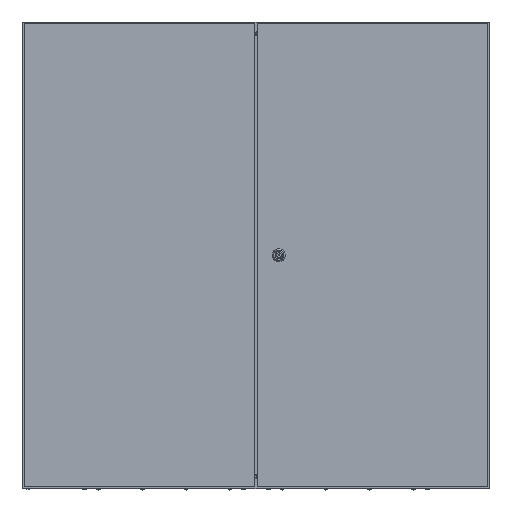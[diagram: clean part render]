
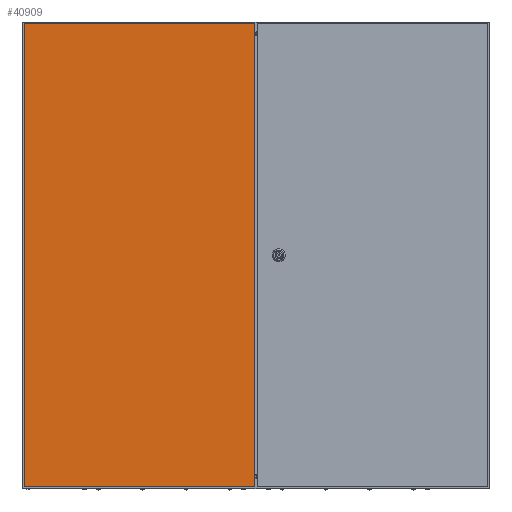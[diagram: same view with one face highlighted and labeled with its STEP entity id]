
A CAD part, top view. The second image highlights one B-rep face of the part: STEP entity #40909.
In plain terms, the highlighted planar face has unit normal (0, 0, 1).
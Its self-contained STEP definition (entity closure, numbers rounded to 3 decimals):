
#1273 = LINE ( 'NONE', #71228, #32722 ) ;
#3819 = VERTEX_POINT ( 'NONE', #92614 ) ;
#4851 = DIRECTION ( 'NONE',  ( 1., 0., 0. ) ) ;
#10248 = CARTESIAN_POINT ( 'NONE',  ( 2.63, 997., 17.5 ) ) ;
#10534 = DIRECTION ( 'NONE',  ( 0., 1., 0. ) ) ;
#12313 = ORIENTED_EDGE ( 'NONE', *, *, #92257, .T. ) ;
#16277 = CARTESIAN_POINT ( 'NONE',  ( 2.63, 3., 17.5 ) ) ;
#21556 = VECTOR ( 'NONE', #41653, 1000. ) ;
#25642 = VECTOR ( 'NONE', #10534, 1000. ) ;
#25829 = VERTEX_POINT ( 'NONE', #81078 ) ;
#31758 = DIRECTION ( 'NONE',  ( 1., 0., 0. ) ) ;
#32722 = VECTOR ( 'NONE', #56362, 1000. ) ;
#38706 = VECTOR ( 'NONE', #4851, 1000. ) ;
#40909 = ADVANCED_FACE ( 'NONE', ( #62652 ), #78492, .T. ) ;
#41653 = DIRECTION ( 'NONE',  ( -1., 0., 0. ) ) ;
#45729 = ORIENTED_EDGE ( 'NONE', *, *, #75734, .T. ) ;
#46166 = VERTEX_POINT ( 'NONE', #16277 ) ;
#49393 = LINE ( 'NONE', #10248, #21556 ) ;
#50933 = ORIENTED_EDGE ( 'NONE', *, *, #78115, .T. ) ;
#51198 = LINE ( 'NONE', #82460, #38706 ) ;
#55901 = VERTEX_POINT ( 'NONE', #94656 ) ;
#56362 = DIRECTION ( 'NONE',  ( 0., -1., 0. ) ) ;
#62652 = FACE_OUTER_BOUND ( 'NONE', #72648, .T. ) ;
#65568 = LINE ( 'NONE', #97339, #25642 ) ;
#70322 = CARTESIAN_POINT ( 'NONE',  ( 0., 0., 17.5 ) ) ;
#71228 = CARTESIAN_POINT ( 'NONE',  ( 2.63, 997., 17.5 ) ) ;
#72367 = EDGE_CURVE ( 'NONE', #46166, #3819, #51198, .T. ) ;
#72648 = EDGE_LOOP ( 'NONE', ( #50933, #88249, #45729, #12313 ) ) ;
#75734 = EDGE_CURVE ( 'NONE', #3819, #55901, #65568, .T. ) ;
#77495 = DIRECTION ( 'NONE',  ( 0., 0., 1. ) ) ;
#78115 = EDGE_CURVE ( 'NONE', #25829, #46166, #1273, .T. ) ;
#78492 = PLANE ( 'NONE',  #92457 ) ;
#81078 = CARTESIAN_POINT ( 'NONE',  ( 2.63, 997., 17.5 ) ) ;
#82460 = CARTESIAN_POINT ( 'NONE',  ( 2.63, 3., 17.5 ) ) ;
#88249 = ORIENTED_EDGE ( 'NONE', *, *, #72367, .T. ) ;
#92257 = EDGE_CURVE ( 'NONE', #55901, #25829, #49393, .T. ) ;
#92457 = AXIS2_PLACEMENT_3D ( 'NONE', #70322, #77495, #31758 ) ;
#92614 = CARTESIAN_POINT ( 'NONE',  ( 497.13, 3., 17.5 ) ) ;
#94656 = CARTESIAN_POINT ( 'NONE',  ( 497.13, 997., 17.5 ) ) ;
#97339 = CARTESIAN_POINT ( 'NONE',  ( 497.13, 997., 17.5 ) ) ;
